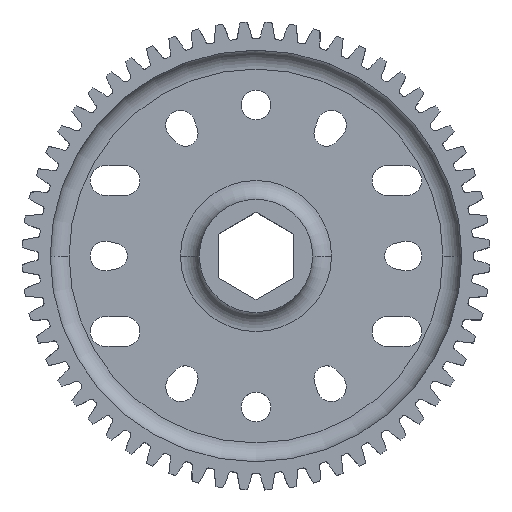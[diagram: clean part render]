
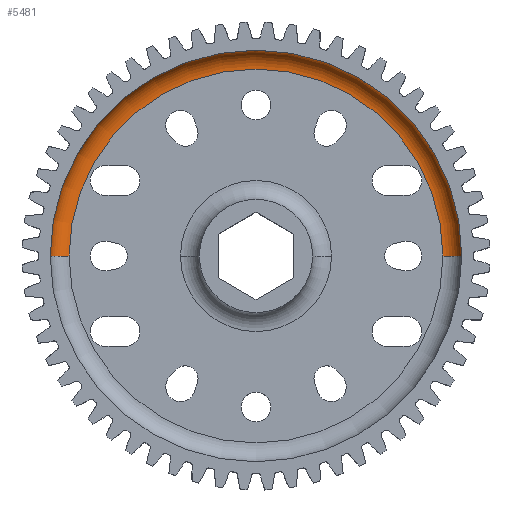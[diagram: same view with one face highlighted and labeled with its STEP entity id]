
A CAD part, top view. The second image highlights one B-rep face of the part: STEP entity #5481.
In plain terms, the highlighted toroidal (fillet/blend) face has major radius 31.433 mm and minor radius 3.175 mm.
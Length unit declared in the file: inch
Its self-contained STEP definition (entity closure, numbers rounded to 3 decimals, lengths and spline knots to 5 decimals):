
#269 = DIRECTION ( 'NONE',  ( 1., 0., 0. ) ) ;
#2126 = VERTEX_POINT ( 'NONE', #15099 ) ;
#2221 = DIRECTION ( 'NONE',  ( 0., 0., -1. ) ) ;
#2446 = EDGE_CURVE ( 'NONE', #26684, #31325, #16831, .T. ) ;
#3807 = CIRCLE ( 'NONE', #30077, 1.2375 ) ;
#4353 = CARTESIAN_POINT ( 'NONE',  ( -1.2375, 0., 0.0275 ) ) ;
#4745 = AXIS2_PLACEMENT_3D ( 'NONE', #15546, #10770, #25591 ) ;
#5481 = ADVANCED_FACE ( 'NONE', ( #17511 ), #12663, .F. ) ;
#5487 = DIRECTION ( 'NONE',  ( 0., 1., 0. ) ) ;
#7418 = AXIS2_PLACEMENT_3D ( 'NONE', #27547, #30178, #27223 ) ;
#7550 = AXIS2_PLACEMENT_3D ( 'NONE', #16837, #30278, #2221 ) ;
#10467 = EDGE_CURVE ( 'NONE', #16527, #2126, #3807, .T. ) ;
#10770 = DIRECTION ( 'NONE',  ( 0., 0., -1. ) ) ;
#12663 = TOROIDAL_SURFACE ( 'NONE', #7418, 1.2375, 0.125 ) ;
#13406 = EDGE_LOOP ( 'NONE', ( #14985, #16043, #25563, #29688 ) ) ;
#14985 = ORIENTED_EDGE ( 'NONE', *, *, #16388, .F. ) ;
#15099 = CARTESIAN_POINT ( 'NONE',  ( -1.2375, 0., -0.0975 ) ) ;
#15104 = EDGE_CURVE ( 'NONE', #16527, #31325, #30151, .T. ) ;
#15546 = CARTESIAN_POINT ( 'NONE',  ( 0., 0., 0.0275 ) ) ;
#16043 = ORIENTED_EDGE ( 'NONE', *, *, #10467, .F. ) ;
#16388 = EDGE_CURVE ( 'NONE', #2126, #26684, #29659, .T. ) ;
#16527 = VERTEX_POINT ( 'NONE', #20009 ) ;
#16631 = CARTESIAN_POINT ( 'NONE',  ( 1.3625, 0., 0.0275 ) ) ;
#16831 = CIRCLE ( 'NONE', #4745, 1.3625 ) ;
#16837 = CARTESIAN_POINT ( 'NONE',  ( 1.2375, 0., 0.0275 ) ) ;
#17040 = AXIS2_PLACEMENT_3D ( 'NONE', #4353, #5487, #28177 ) ;
#17511 = FACE_OUTER_BOUND ( 'NONE', #13406, .T. ) ;
#18008 = DIRECTION ( 'NONE',  ( 0., 0., 1. ) ) ;
#20009 = CARTESIAN_POINT ( 'NONE',  ( 1.2375, 0., -0.0975 ) ) ;
#21877 = CARTESIAN_POINT ( 'NONE',  ( -1.3625, 0., 0.0275 ) ) ;
#22784 = CARTESIAN_POINT ( 'NONE',  ( 0., 0., -0.0975 ) ) ;
#25563 = ORIENTED_EDGE ( 'NONE', *, *, #15104, .T. ) ;
#25591 = DIRECTION ( 'NONE',  ( 1., 0., 0. ) ) ;
#26684 = VERTEX_POINT ( 'NONE', #21877 ) ;
#27223 = DIRECTION ( 'NONE',  ( 1., 0., 0. ) ) ;
#27547 = CARTESIAN_POINT ( 'NONE',  ( 0., 0., 0.0275 ) ) ;
#28177 = DIRECTION ( 'NONE',  ( -1., 0., 0. ) ) ;
#29659 = CIRCLE ( 'NONE', #17040, 0.125 ) ;
#29688 = ORIENTED_EDGE ( 'NONE', *, *, #2446, .F. ) ;
#30077 = AXIS2_PLACEMENT_3D ( 'NONE', #22784, #18008, #269 ) ;
#30151 = CIRCLE ( 'NONE', #7550, 0.125 ) ;
#30178 = DIRECTION ( 'NONE',  ( 0., 0., 1. ) ) ;
#30278 = DIRECTION ( 'NONE',  ( 0., -1., 0. ) ) ;
#31325 = VERTEX_POINT ( 'NONE', #16631 ) ;
